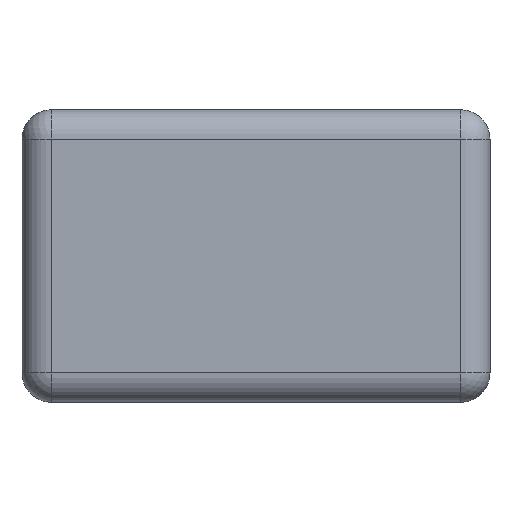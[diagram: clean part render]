
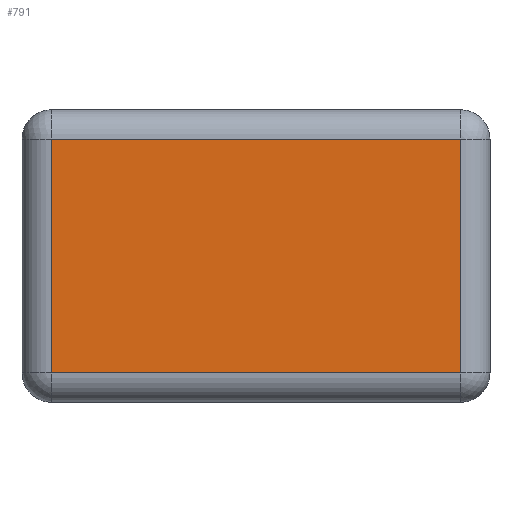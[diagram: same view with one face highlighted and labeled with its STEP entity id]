
A CAD part, left-side view. The second image highlights one B-rep face of the part: STEP entity #791.
In plain terms, the highlighted planar face has unit normal (-1, 0, 0).
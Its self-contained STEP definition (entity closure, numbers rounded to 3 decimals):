
#35=PLANE('',#901);
#87=FACE_OUTER_BOUND('',#145,.T.);
#145=EDGE_LOOP('',(#637,#638,#639,#640));
#201=LINE('',#1419,#257);
#202=LINE('',#1425,#258);
#204=LINE('',#1432,#260);
#205=LINE('',#1434,#261);
#257=VECTOR('',#1093,10.);
#258=VECTOR('',#1102,10.);
#260=VECTOR('',#1112,10.);
#261=VECTOR('',#1115,10.);
#379=VERTEX_POINT('',#1403);
#382=VERTEX_POINT('',#1410);
#384=VERTEX_POINT('',#1421);
#385=VERTEX_POINT('',#1428);
#467=EDGE_CURVE('',#379,#382,#201,.T.);
#470=EDGE_CURVE('',#384,#379,#202,.T.);
#474=EDGE_CURVE('',#382,#385,#204,.T.);
#475=EDGE_CURVE('',#385,#384,#205,.T.);
#637=ORIENTED_EDGE('',*,*,#467,.F.);
#638=ORIENTED_EDGE('',*,*,#470,.F.);
#639=ORIENTED_EDGE('',*,*,#475,.F.);
#640=ORIENTED_EDGE('',*,*,#474,.F.);
#791=ADVANCED_FACE('',(#87),#35,.T.);
#901=AXIS2_PLACEMENT_3D('',#1438,#1120,#1121);
#1093=DIRECTION('',(0.,1.,0.));
#1102=DIRECTION('',(0.,0.,-1.));
#1112=DIRECTION('',(0.,0.,1.));
#1115=DIRECTION('',(0.,-1.,0.));
#1120=DIRECTION('center_axis',(-1.,0.,0.));
#1121=DIRECTION('ref_axis',(0.,-1.,0.));
#1403=CARTESIAN_POINT('',(-1.6,-0.7,0.1));
#1410=CARTESIAN_POINT('',(-1.6,0.7,0.1));
#1419=CARTESIAN_POINT('',(-1.6,0.4,0.1));
#1421=CARTESIAN_POINT('',(-1.6,-0.7,0.9));
#1425=CARTESIAN_POINT('',(-1.6,-0.7,0.));
#1428=CARTESIAN_POINT('',(-1.6,0.7,0.9));
#1432=CARTESIAN_POINT('',(-1.6,0.7,0.));
#1434=CARTESIAN_POINT('',(-1.6,0.4,0.9));
#1438=CARTESIAN_POINT('Origin',(-1.6,0.8,0.));
